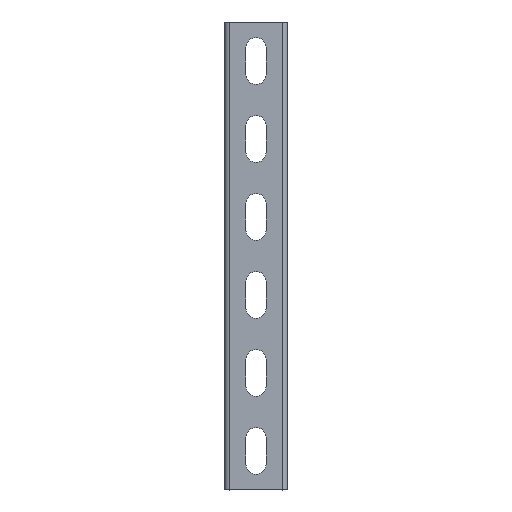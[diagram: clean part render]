
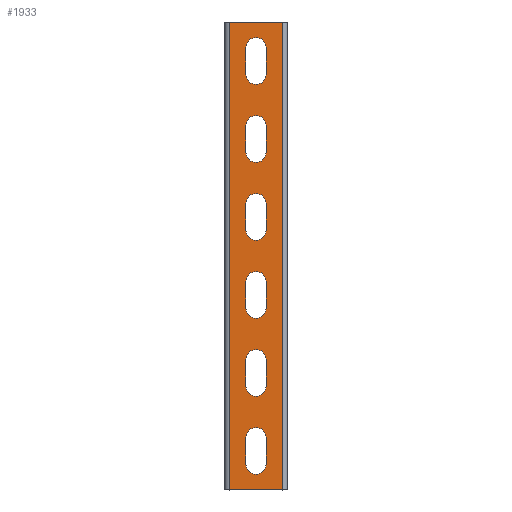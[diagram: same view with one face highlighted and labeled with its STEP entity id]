
A CAD part, top view. The second image highlights one B-rep face of the part: STEP entity #1933.
In plain terms, the highlighted planar face has unit normal (0, 0, 1).
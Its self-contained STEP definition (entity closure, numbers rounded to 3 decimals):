
#213=DIRECTION('',(0.,-1.,0.));
#214=VECTOR('',#213,300.);
#215=CARTESIAN_POINT('',(17.,150.,0.));
#216=LINE('',#215,#214);
#217=DIRECTION('',(0.,-1.,0.));
#218=VECTOR('',#217,300.);
#219=CARTESIAN_POINT('',(-17.,150.,0.));
#220=LINE('',#219,#218);
#221=DIRECTION('',(0.,1.,0.));
#222=VECTOR('',#221,17.);
#223=CARTESIAN_POINT('',(-6.5,116.5,0.));
#224=LINE('',#223,#222);
#225=CARTESIAN_POINT('',(0.,116.5,0.));
#226=DIRECTION('',(0.,0.,1.));
#227=DIRECTION('',(-1.,0.,0.));
#228=AXIS2_PLACEMENT_3D('',#225,#226,#227);
#230=DIRECTION('',(0.,-1.,0.));
#231=VECTOR('',#230,17.);
#232=CARTESIAN_POINT('',(6.5,133.5,0.));
#233=LINE('',#232,#231);
#234=CARTESIAN_POINT('',(0.,133.5,0.));
#235=DIRECTION('',(0.,0.,1.));
#236=DIRECTION('',(1.,0.,0.));
#237=AXIS2_PLACEMENT_3D('',#234,#235,#236);
#239=DIRECTION('',(0.,1.,0.));
#240=VECTOR('',#239,17.);
#241=CARTESIAN_POINT('',(-6.5,66.5,0.));
#242=LINE('',#241,#240);
#243=CARTESIAN_POINT('',(0.,66.5,0.));
#244=DIRECTION('',(0.,0.,1.));
#245=DIRECTION('',(-1.,0.,0.));
#246=AXIS2_PLACEMENT_3D('',#243,#244,#245);
#248=DIRECTION('',(0.,-1.,0.));
#249=VECTOR('',#248,17.);
#250=CARTESIAN_POINT('',(6.5,83.5,0.));
#251=LINE('',#250,#249);
#252=CARTESIAN_POINT('',(0.,83.5,0.));
#253=DIRECTION('',(0.,0.,1.));
#254=DIRECTION('',(1.,0.,0.));
#255=AXIS2_PLACEMENT_3D('',#252,#253,#254);
#257=DIRECTION('',(0.,1.,0.));
#258=VECTOR('',#257,17.);
#259=CARTESIAN_POINT('',(-6.5,16.5,0.));
#260=LINE('',#259,#258);
#261=CARTESIAN_POINT('',(0.,16.5,0.));
#262=DIRECTION('',(0.,0.,1.));
#263=DIRECTION('',(-1.,0.,0.));
#264=AXIS2_PLACEMENT_3D('',#261,#262,#263);
#266=DIRECTION('',(0.,-1.,0.));
#267=VECTOR('',#266,17.);
#268=CARTESIAN_POINT('',(6.5,33.5,0.));
#269=LINE('',#268,#267);
#270=CARTESIAN_POINT('',(0.,33.5,0.));
#271=DIRECTION('',(0.,0.,1.));
#272=DIRECTION('',(1.,0.,0.));
#273=AXIS2_PLACEMENT_3D('',#270,#271,#272);
#275=DIRECTION('',(0.,1.,0.));
#276=VECTOR('',#275,17.);
#277=CARTESIAN_POINT('',(-6.5,-33.5,0.));
#278=LINE('',#277,#276);
#279=CARTESIAN_POINT('',(0.,-33.5,0.));
#280=DIRECTION('',(0.,0.,1.));
#281=DIRECTION('',(-1.,0.,0.));
#282=AXIS2_PLACEMENT_3D('',#279,#280,#281);
#284=DIRECTION('',(0.,-1.,0.));
#285=VECTOR('',#284,17.);
#286=CARTESIAN_POINT('',(6.5,-16.5,0.));
#287=LINE('',#286,#285);
#288=CARTESIAN_POINT('',(0.,-16.5,0.));
#289=DIRECTION('',(0.,0.,1.));
#290=DIRECTION('',(1.,0.,0.));
#291=AXIS2_PLACEMENT_3D('',#288,#289,#290);
#293=DIRECTION('',(0.,1.,0.));
#294=VECTOR('',#293,17.);
#295=CARTESIAN_POINT('',(-6.5,-83.5,0.));
#296=LINE('',#295,#294);
#297=CARTESIAN_POINT('',(0.,-83.5,0.));
#298=DIRECTION('',(0.,0.,1.));
#299=DIRECTION('',(-1.,0.,0.));
#300=AXIS2_PLACEMENT_3D('',#297,#298,#299);
#302=DIRECTION('',(0.,-1.,0.));
#303=VECTOR('',#302,17.);
#304=CARTESIAN_POINT('',(6.5,-66.5,0.));
#305=LINE('',#304,#303);
#306=CARTESIAN_POINT('',(0.,-66.5,0.));
#307=DIRECTION('',(0.,0.,1.));
#308=DIRECTION('',(1.,0.,0.));
#309=AXIS2_PLACEMENT_3D('',#306,#307,#308);
#311=DIRECTION('',(0.,1.,0.));
#312=VECTOR('',#311,17.);
#313=CARTESIAN_POINT('',(-6.5,-133.5,0.));
#314=LINE('',#313,#312);
#315=CARTESIAN_POINT('',(0.,-133.5,0.));
#316=DIRECTION('',(0.,0.,1.));
#317=DIRECTION('',(-1.,0.,0.));
#318=AXIS2_PLACEMENT_3D('',#315,#316,#317);
#320=DIRECTION('',(0.,-1.,0.));
#321=VECTOR('',#320,17.);
#322=CARTESIAN_POINT('',(6.5,-116.5,0.));
#323=LINE('',#322,#321);
#324=CARTESIAN_POINT('',(0.,-116.5,0.));
#325=DIRECTION('',(0.,0.,1.));
#326=DIRECTION('',(1.,0.,0.));
#327=AXIS2_PLACEMENT_3D('',#324,#325,#326);
#337=DIRECTION('',(1.,0.,0.));
#338=VECTOR('',#337,34.);
#339=CARTESIAN_POINT('',(-17.,-150.,0.));
#340=LINE('',#339,#338);
#479=DIRECTION('',(1.,0.,0.));
#480=VECTOR('',#479,34.);
#481=CARTESIAN_POINT('',(-17.,150.,0.));
#482=LINE('',#481,#480);
#1281=CARTESIAN_POINT('',(17.,150.,0.));
#1282=CARTESIAN_POINT('',(17.,-150.,0.));
#1283=VERTEX_POINT('',#1281);
#1284=VERTEX_POINT('',#1282);
#1293=CARTESIAN_POINT('',(-17.,150.,0.));
#1294=CARTESIAN_POINT('',(-17.,-150.,0.));
#1295=VERTEX_POINT('',#1293);
#1296=VERTEX_POINT('',#1294);
#1337=CARTESIAN_POINT('',(-6.5,116.5,0.));
#1338=CARTESIAN_POINT('',(-6.5,133.5,0.));
#1339=VERTEX_POINT('',#1337);
#1340=VERTEX_POINT('',#1338);
#1341=CARTESIAN_POINT('',(6.5,133.5,0.));
#1342=VERTEX_POINT('',#1341);
#1343=CARTESIAN_POINT('',(6.5,116.5,0.));
#1344=VERTEX_POINT('',#1343);
#1353=CARTESIAN_POINT('',(-6.5,66.5,0.));
#1354=CARTESIAN_POINT('',(-6.5,83.5,0.));
#1355=VERTEX_POINT('',#1353);
#1356=VERTEX_POINT('',#1354);
#1357=CARTESIAN_POINT('',(6.5,83.5,0.));
#1358=VERTEX_POINT('',#1357);
#1359=CARTESIAN_POINT('',(6.5,66.5,0.));
#1360=VERTEX_POINT('',#1359);
#1369=CARTESIAN_POINT('',(-6.5,16.5,0.));
#1370=CARTESIAN_POINT('',(-6.5,33.5,0.));
#1371=VERTEX_POINT('',#1369);
#1372=VERTEX_POINT('',#1370);
#1373=CARTESIAN_POINT('',(6.5,33.5,0.));
#1374=VERTEX_POINT('',#1373);
#1375=CARTESIAN_POINT('',(6.5,16.5,0.));
#1376=VERTEX_POINT('',#1375);
#1385=CARTESIAN_POINT('',(-6.5,-33.5,0.));
#1386=CARTESIAN_POINT('',(-6.5,-16.5,0.));
#1387=VERTEX_POINT('',#1385);
#1388=VERTEX_POINT('',#1386);
#1389=CARTESIAN_POINT('',(6.5,-16.5,0.));
#1390=VERTEX_POINT('',#1389);
#1391=CARTESIAN_POINT('',(6.5,-33.5,0.));
#1392=VERTEX_POINT('',#1391);
#1401=CARTESIAN_POINT('',(-6.5,-83.5,0.));
#1402=CARTESIAN_POINT('',(-6.5,-66.5,0.));
#1403=VERTEX_POINT('',#1401);
#1404=VERTEX_POINT('',#1402);
#1405=CARTESIAN_POINT('',(6.5,-66.5,0.));
#1406=VERTEX_POINT('',#1405);
#1407=CARTESIAN_POINT('',(6.5,-83.5,0.));
#1408=VERTEX_POINT('',#1407);
#1417=CARTESIAN_POINT('',(-6.5,-133.5,0.));
#1418=CARTESIAN_POINT('',(-6.5,-116.5,0.));
#1419=VERTEX_POINT('',#1417);
#1420=VERTEX_POINT('',#1418);
#1421=CARTESIAN_POINT('',(6.5,-116.5,0.));
#1422=VERTEX_POINT('',#1421);
#1423=CARTESIAN_POINT('',(6.5,-133.5,0.));
#1424=VERTEX_POINT('',#1423);
#1859=CARTESIAN_POINT('',(-20.,-150.,0.));
#1860=DIRECTION('',(0.,0.,1.));
#1861=DIRECTION('',(1.,0.,0.));
#1862=AXIS2_PLACEMENT_3D('',#1859,#1860,#1861);
#1863=PLANE('',#1862);
#1864=ORIENTED_EDGE('',*,*,#1850,.T.);
#1866=ORIENTED_EDGE('',*,*,#1865,.F.);
#1868=ORIENTED_EDGE('',*,*,#1867,.F.);
#1870=ORIENTED_EDGE('',*,*,#1869,.T.);
#1871=EDGE_LOOP('',(#1864,#1866,#1868,#1870));
#1872=FACE_OUTER_BOUND('',#1871,.F.);
#1874=ORIENTED_EDGE('',*,*,#1873,.F.);
#1876=ORIENTED_EDGE('',*,*,#1875,.T.);
#1878=ORIENTED_EDGE('',*,*,#1877,.F.);
#1880=ORIENTED_EDGE('',*,*,#1879,.T.);
#1881=EDGE_LOOP('',(#1874,#1876,#1878,#1880));
#1882=FACE_BOUND('',#1881,.F.);
#1884=ORIENTED_EDGE('',*,*,#1883,.F.);
#1886=ORIENTED_EDGE('',*,*,#1885,.T.);
#1888=ORIENTED_EDGE('',*,*,#1887,.F.);
#1890=ORIENTED_EDGE('',*,*,#1889,.T.);
#1891=EDGE_LOOP('',(#1884,#1886,#1888,#1890));
#1892=FACE_BOUND('',#1891,.F.);
#1894=ORIENTED_EDGE('',*,*,#1893,.F.);
#1896=ORIENTED_EDGE('',*,*,#1895,.T.);
#1898=ORIENTED_EDGE('',*,*,#1897,.F.);
#1900=ORIENTED_EDGE('',*,*,#1899,.T.);
#1901=EDGE_LOOP('',(#1894,#1896,#1898,#1900));
#1902=FACE_BOUND('',#1901,.F.);
#1904=ORIENTED_EDGE('',*,*,#1903,.F.);
#1906=ORIENTED_EDGE('',*,*,#1905,.T.);
#1908=ORIENTED_EDGE('',*,*,#1907,.F.);
#1910=ORIENTED_EDGE('',*,*,#1909,.T.);
#1911=EDGE_LOOP('',(#1904,#1906,#1908,#1910));
#1912=FACE_BOUND('',#1911,.F.);
#1914=ORIENTED_EDGE('',*,*,#1913,.F.);
#1916=ORIENTED_EDGE('',*,*,#1915,.T.);
#1918=ORIENTED_EDGE('',*,*,#1917,.F.);
#1920=ORIENTED_EDGE('',*,*,#1919,.T.);
#1921=EDGE_LOOP('',(#1914,#1916,#1918,#1920));
#1922=FACE_BOUND('',#1921,.F.);
#1924=ORIENTED_EDGE('',*,*,#1923,.F.);
#1926=ORIENTED_EDGE('',*,*,#1925,.T.);
#1928=ORIENTED_EDGE('',*,*,#1927,.F.);
#1930=ORIENTED_EDGE('',*,*,#1929,.T.);
#1931=EDGE_LOOP('',(#1924,#1926,#1928,#1930));
#1932=FACE_BOUND('',#1931,.F.);
#1933=ADVANCED_FACE('',(#1872,#1882,#1892,#1902,#1912,#1922,#1932),#1863,.T.);
#229=CIRCLE('',#228,6.5);
#238=CIRCLE('',#237,6.5);
#247=CIRCLE('',#246,6.5);
#256=CIRCLE('',#255,6.5);
#265=CIRCLE('',#264,6.5);
#274=CIRCLE('',#273,6.5);
#283=CIRCLE('',#282,6.5);
#292=CIRCLE('',#291,6.5);
#301=CIRCLE('',#300,6.5);
#310=CIRCLE('',#309,6.5);
#319=CIRCLE('',#318,6.5);
#328=CIRCLE('',#327,6.5);
#1850=EDGE_CURVE('',#1283,#1284,#216,.T.);
#1865=EDGE_CURVE('',#1296,#1284,#340,.T.);
#1867=EDGE_CURVE('',#1295,#1296,#220,.T.);
#1869=EDGE_CURVE('',#1295,#1283,#482,.T.);
#1873=EDGE_CURVE('',#1339,#1340,#224,.T.);
#1875=EDGE_CURVE('',#1339,#1344,#229,.T.);
#1877=EDGE_CURVE('',#1342,#1344,#233,.T.);
#1879=EDGE_CURVE('',#1342,#1340,#238,.T.);
#1883=EDGE_CURVE('',#1355,#1356,#242,.T.);
#1885=EDGE_CURVE('',#1355,#1360,#247,.T.);
#1887=EDGE_CURVE('',#1358,#1360,#251,.T.);
#1889=EDGE_CURVE('',#1358,#1356,#256,.T.);
#1893=EDGE_CURVE('',#1371,#1372,#260,.T.);
#1895=EDGE_CURVE('',#1371,#1376,#265,.T.);
#1897=EDGE_CURVE('',#1374,#1376,#269,.T.);
#1899=EDGE_CURVE('',#1374,#1372,#274,.T.);
#1903=EDGE_CURVE('',#1387,#1388,#278,.T.);
#1905=EDGE_CURVE('',#1387,#1392,#283,.T.);
#1907=EDGE_CURVE('',#1390,#1392,#287,.T.);
#1909=EDGE_CURVE('',#1390,#1388,#292,.T.);
#1913=EDGE_CURVE('',#1403,#1404,#296,.T.);
#1915=EDGE_CURVE('',#1403,#1408,#301,.T.);
#1917=EDGE_CURVE('',#1406,#1408,#305,.T.);
#1919=EDGE_CURVE('',#1406,#1404,#310,.T.);
#1923=EDGE_CURVE('',#1419,#1420,#314,.T.);
#1925=EDGE_CURVE('',#1419,#1424,#319,.T.);
#1927=EDGE_CURVE('',#1422,#1424,#323,.T.);
#1929=EDGE_CURVE('',#1422,#1420,#328,.T.);
